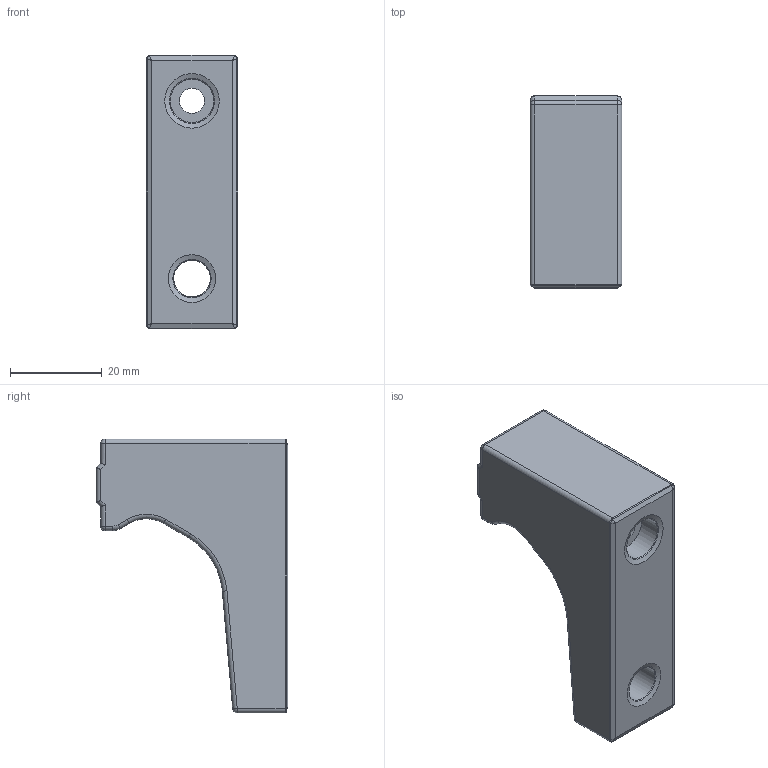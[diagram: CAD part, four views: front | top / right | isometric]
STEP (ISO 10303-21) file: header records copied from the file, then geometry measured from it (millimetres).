
FILE_DESCRIPTION(('FreeCAD Model'),'2;1');
FILE_NAME('Open CASCADE Shape Model','2023-02-10T14:49:55',(''),(''), 'Open CASCADE STEP processor 7.6','FreeCAD','Unknown');
FILE_SCHEMA(('AUTOMOTIVE_DESIGN { 1 0 10303 214 1 1 1 1 }'));
Length unit declared in the file: millimetre
Products named in the file (1): Unibody_Z_upper
Bounding box: 20 x 41.9 x 59.79 mm (x, y, z)
Volume: 25668.4 mm3; surface area: 7410.4 mm2
Topology: 1 solids, 1 shells, 83 faces, 182 edges, 96 vertices
Faces by surface type: cylinder 31, plane 27, cone 8, sphere 6, torus 6, bspline 5
Full cylindrical faces by diameter (mm): 5.5 x1, 8 x1, 9.5 x1
Entity records: 4786 total; most frequent: CARTESIAN_POINT 1138, DIRECTION 697, LINE 405, VECTOR 405, ORIENTED_EDGE 352, PCURVE 352, DEFINITIONAL_REPRESENTATION 352, EDGE_CURVE 176
